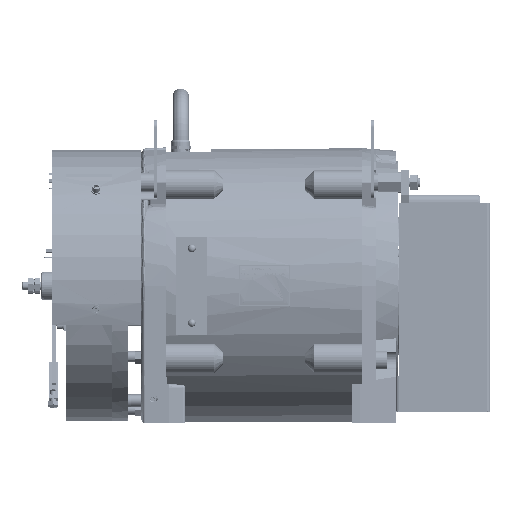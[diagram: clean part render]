
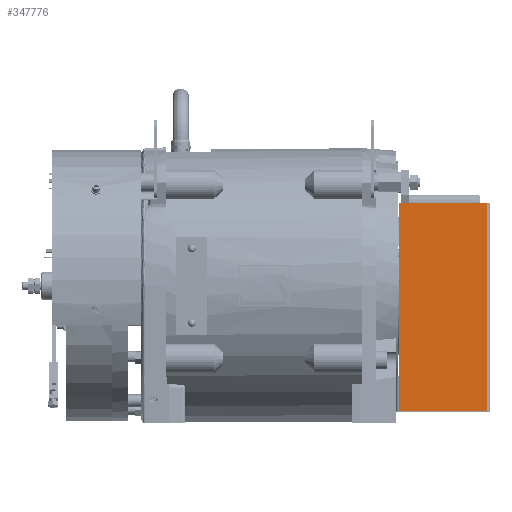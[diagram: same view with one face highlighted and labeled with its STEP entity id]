
A CAD part, top view. The second image highlights one B-rep face of the part: STEP entity #347776.
In plain terms, the highlighted planar face has unit normal (0, 0, 1).
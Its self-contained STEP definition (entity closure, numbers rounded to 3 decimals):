
#1610 = VERTEX_POINT ( 'NONE', #91488 ) ;
#10160 = CARTESIAN_POINT ( 'NONE',  ( 109., -160., 170. ) ) ;
#18660 = EDGE_LOOP ( 'NONE', ( #223871, #193861, #125541, #110852, #33950 ) ) ;
#33950 = ORIENTED_EDGE ( 'NONE', *, *, #62253, .T. ) ;
#35314 = CARTESIAN_POINT ( 'NONE',  ( 113., 105., 170. ) ) ;
#41028 = EDGE_CURVE ( 'NONE', #1610, #336548, #398660, .T. ) ;
#44195 = VERTEX_POINT ( 'NONE', #55247 ) ;
#55247 = CARTESIAN_POINT ( 'NONE',  ( 225., 105., 170. ) ) ;
#61870 = LINE ( 'NONE', #216610, #115219 ) ;
#62253 = EDGE_CURVE ( 'NONE', #226643, #1610, #61870, .T. ) ;
#91488 = CARTESIAN_POINT ( 'NONE',  ( 113., -160., 170. ) ) ;
#100879 = CARTESIAN_POINT ( 'NONE',  ( 225., -160., 170. ) ) ;
#106194 = VECTOR ( 'NONE', #361537, 1000. ) ;
#110852 = ORIENTED_EDGE ( 'NONE', *, *, #312146, .T. ) ;
#112737 = CARTESIAN_POINT ( 'NONE',  ( 109., 105., 170. ) ) ;
#115219 = VECTOR ( 'NONE', #247536, 1000. ) ;
#125541 = ORIENTED_EDGE ( 'NONE', *, *, #277048, .F. ) ;
#136867 = LINE ( 'NONE', #260635, #106194 ) ;
#160687 = PLANE ( 'NONE',  #308264 ) ;
#185848 = DIRECTION ( 'NONE',  ( 0., -1., 0. ) ) ;
#193861 = ORIENTED_EDGE ( 'NONE', *, *, #292348, .T. ) ;
#195712 = DIRECTION ( 'NONE',  ( 0., 0., 1. ) ) ;
#195762 = CARTESIAN_POINT ( 'NONE',  ( 113., -115., 170. ) ) ;
#196892 = VERTEX_POINT ( 'NONE', #35314 ) ;
#207938 = VECTOR ( 'NONE', #304481, 1000. ) ;
#216610 = CARTESIAN_POINT ( 'NONE',  ( 113., 105., 170. ) ) ;
#223871 = ORIENTED_EDGE ( 'NONE', *, *, #41028, .T. ) ;
#226643 = VERTEX_POINT ( 'NONE', #195762 ) ;
#230742 = FACE_OUTER_BOUND ( 'NONE', #18660, .T. ) ;
#247536 = DIRECTION ( 'NONE',  ( 0., -1., 0. ) ) ;
#253873 = CARTESIAN_POINT ( 'NONE',  ( 113., 105., 170. ) ) ;
#260635 = CARTESIAN_POINT ( 'NONE',  ( 225., -160., 170. ) ) ;
#261668 = DIRECTION ( 'NONE',  ( -1., 0., 0. ) ) ;
#271894 = VECTOR ( 'NONE', #185848, 1000. ) ;
#277048 = EDGE_CURVE ( 'NONE', #196892, #44195, #308535, .T. ) ;
#282119 = VECTOR ( 'NONE', #367678, 1000. ) ;
#292348 = EDGE_CURVE ( 'NONE', #336548, #44195, #136867, .T. ) ;
#304481 = DIRECTION ( 'NONE',  ( 1., 0., 0. ) ) ;
#308264 = AXIS2_PLACEMENT_3D ( 'NONE', #10160, #195712, #261668 ) ;
#308535 = LINE ( 'NONE', #112737, #207938 ) ;
#312146 = EDGE_CURVE ( 'NONE', #196892, #226643, #342567, .T. ) ;
#336548 = VERTEX_POINT ( 'NONE', #100879 ) ;
#342567 = LINE ( 'NONE', #253873, #271894 ) ;
#347776 = ADVANCED_FACE ( 'NONE', ( #230742 ), #160687, .T. ) ;
#361537 = DIRECTION ( 'NONE',  ( 0., 1., 0. ) ) ;
#367678 = DIRECTION ( 'NONE',  ( 1., 0., 0. ) ) ;
#394619 = CARTESIAN_POINT ( 'NONE',  ( 109., -160., 170. ) ) ;
#398660 = LINE ( 'NONE', #394619, #282119 ) ;
